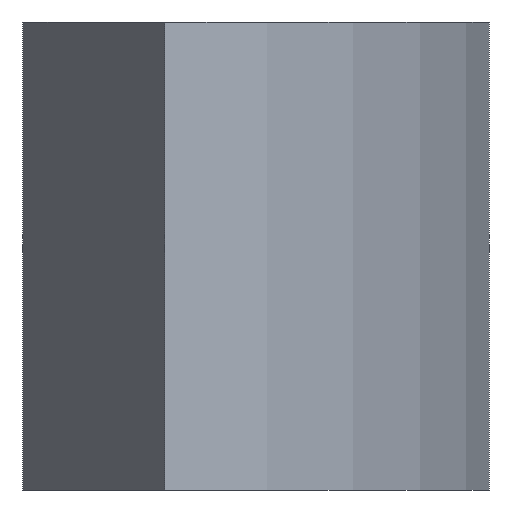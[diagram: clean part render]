
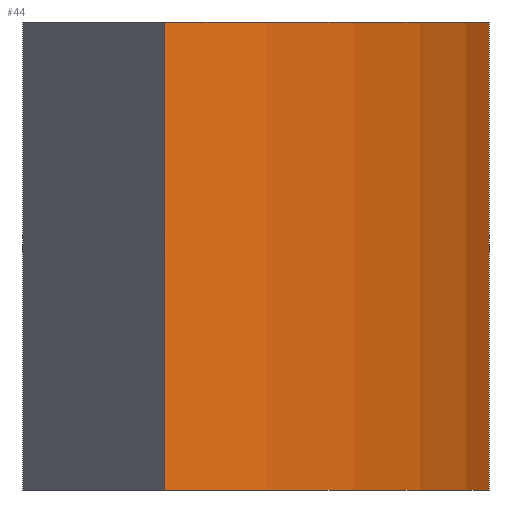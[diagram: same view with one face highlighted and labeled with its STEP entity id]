
A CAD part, front view. The second image highlights one B-rep face of the part: STEP entity #44.
In plain terms, the highlighted cylindrical face has radius 369 mm (diameter 738 mm), a partial arc.
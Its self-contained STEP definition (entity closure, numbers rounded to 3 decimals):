
#44=ADVANCED_FACE('',(#52),#49,.T.);
#49=CYLINDRICAL_SURFACE('',#173,369.);
#52=FACE_OUTER_BOUND('',#58,.T.);
#58=EDGE_LOOP('',(#70,#71,#72,#73));
#70=ORIENTED_EDGE('',*,*,#101,.T.);
#71=ORIENTED_EDGE('',*,*,#102,.F.);
#72=ORIENTED_EDGE('',*,*,#98,.F.);
#73=ORIENTED_EDGE('',*,*,#103,.T.);
#90=VERTEX_POINT('',#227);
#91=VERTEX_POINT('',#228);
#92=VERTEX_POINT('',#233);
#93=VERTEX_POINT('',#234);
#98=EDGE_CURVE('',#90,#91,#108,.T.);
#101=EDGE_CURVE('',#92,#93,#109,.T.);
#102=EDGE_CURVE('',#91,#93,#131,.T.);
#103=EDGE_CURVE('',#90,#92,#132,.T.);
#108=CIRCLE('',#170,369.);
#109=CIRCLE('',#172,369.);
#131=LINE('',#235,#143);
#132=LINE('',#236,#144);
#143=VECTOR('',#199,1.);
#144=VECTOR('',#200,1.);
#170=AXIS2_PLACEMENT_3D('',#226,#191,#192);
#172=AXIS2_PLACEMENT_3D('',#232,#197,#198);
#173=AXIS2_PLACEMENT_3D('',#237,#201,#202);
#191=DIRECTION('',(0.,0.,-1.));
#192=DIRECTION('',(-1.,0.,0.));
#197=DIRECTION('',(0.,0.,-1.));
#198=DIRECTION('',(-1.,0.,0.));
#199=DIRECTION('',(0.,0.,1.));
#200=DIRECTION('',(0.,0.,1.));
#201=DIRECTION('',(0.,0.,-1.));
#202=DIRECTION('',(-1.,0.,0.));
#226=CARTESIAN_POINT('',(0.,0.,0.));
#227=CARTESIAN_POINT('',(211.65,302.267,0.));
#228=CARTESIAN_POINT('',(211.65,-302.267,0.));
#232=CARTESIAN_POINT('',(0.,0.,225.));
#233=CARTESIAN_POINT('',(211.65,302.267,225.));
#234=CARTESIAN_POINT('',(211.65,-302.267,225.));
#235=CARTESIAN_POINT('',(211.65,-302.267,0.));
#236=CARTESIAN_POINT('',(211.65,302.267,0.));
#237=CARTESIAN_POINT('',(0.,0.,0.));
